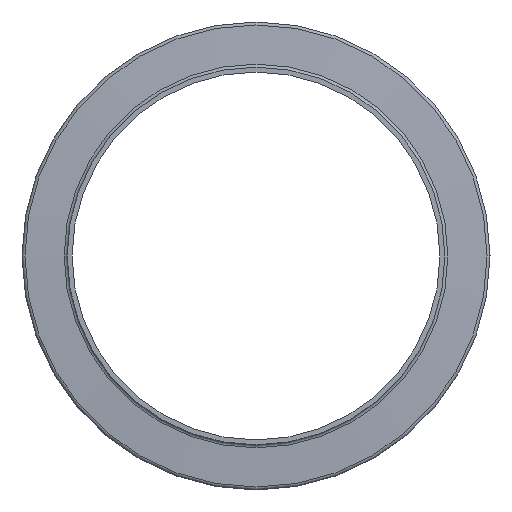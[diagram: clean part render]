
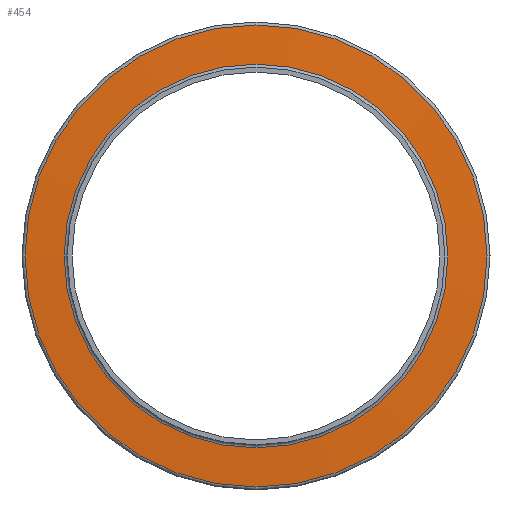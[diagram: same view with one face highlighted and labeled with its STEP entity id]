
A CAD part, left-side view. The second image highlights one B-rep face of the part: STEP entity #454.
In plain terms, the highlighted conical face has half-angle 86.568 degrees and reference radius 14.067 mm.
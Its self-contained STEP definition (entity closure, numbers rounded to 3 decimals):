
#66 = DIRECTION ( 'NONE',  ( 0., 0., -1. ) ) ;
#102 = FACE_OUTER_BOUND ( 'NONE', #1278, .T. ) ;
#112 = DIRECTION ( 'NONE',  ( 0., 0., -1. ) ) ;
#254 = CIRCLE ( 'NONE', #2925, 14.067 ) ;
#413 = ORIENTED_EDGE ( 'NONE', *, *, #1497, .T. ) ;
#454 = ADVANCED_FACE ( 'NONE', ( #1404, #102 ), #2551, .T. ) ;
#655 = CARTESIAN_POINT ( 'NONE',  ( 0.701, 0., -11.683 ) ) ;
#696 = CARTESIAN_POINT ( 'NONE',  ( 0.701, 0., 0. ) ) ;
#715 = DIRECTION ( 'NONE',  ( 1., 0., 0. ) ) ;
#742 = EDGE_CURVE ( 'NONE', #2616, #2616, #254, .T. ) ;
#1088 = AXIS2_PLACEMENT_3D ( 'NONE', #3223, #2387, #66 ) ;
#1128 = CARTESIAN_POINT ( 'NONE',  ( 0.844, 0., 0. ) ) ;
#1278 = EDGE_LOOP ( 'NONE', ( #1801 ) ) ;
#1404 = FACE_BOUND ( 'NONE', #2386, .T. ) ;
#1448 = DIRECTION ( 'NONE',  ( 0., 0., -1. ) ) ;
#1497 = EDGE_CURVE ( 'NONE', #2990, #2990, #1753, .T. ) ;
#1753 = CIRCLE ( 'NONE', #2712, 11.683 ) ;
#1801 = ORIENTED_EDGE ( 'NONE', *, *, #742, .F. ) ;
#2386 = EDGE_LOOP ( 'NONE', ( #413 ) ) ;
#2387 = DIRECTION ( 'NONE',  ( 1., 0., 0. ) ) ;
#2551 = CONICAL_SURFACE ( 'NONE', #1088, 14.067, 1.511 ) ;
#2602 = CARTESIAN_POINT ( 'NONE',  ( 0.844, 0., -14.067 ) ) ;
#2616 = VERTEX_POINT ( 'NONE', #2602 ) ;
#2712 = AXIS2_PLACEMENT_3D ( 'NONE', #696, #715, #1448 ) ;
#2925 = AXIS2_PLACEMENT_3D ( 'NONE', #1128, #3182, #112 ) ;
#2990 = VERTEX_POINT ( 'NONE', #655 ) ;
#3182 = DIRECTION ( 'NONE',  ( 1., 0., 0. ) ) ;
#3223 = CARTESIAN_POINT ( 'NONE',  ( 0.844, 0., 0. ) ) ;
